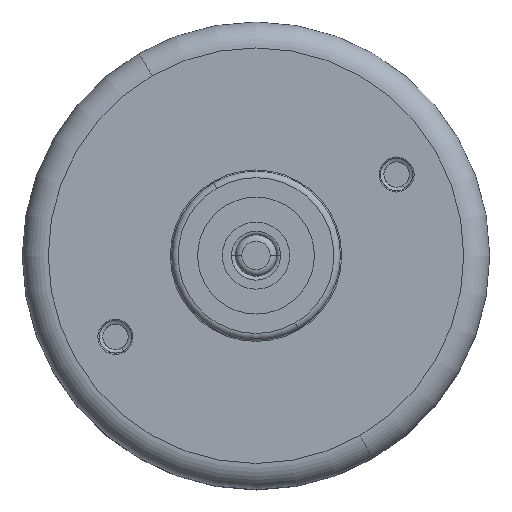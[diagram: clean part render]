
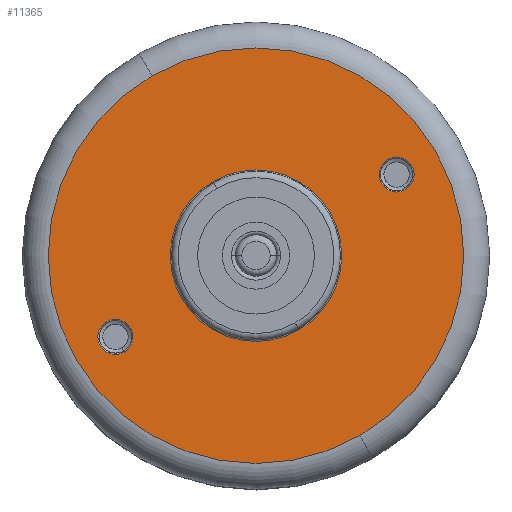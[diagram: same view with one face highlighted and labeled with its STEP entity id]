
A CAD part, top view. The second image highlights one B-rep face of the part: STEP entity #11365.
In plain terms, the highlighted face is planar.
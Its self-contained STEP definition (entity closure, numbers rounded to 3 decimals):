
#3150 = AXIS2_PLACEMENT_3D ( 'NONE', #17526, #45072, #18553 ) ;
#3344 = AXIS2_PLACEMENT_3D ( 'NONE', #42924, #21624, #47828 ) ;
#4411 = CARTESIAN_POINT ( 'NONE',  ( 25., 0., 6.6 ) ) ;
#4641 = EDGE_LOOP ( 'NONE', ( #35355, #35165 ) ) ;
#4707 = CARTESIAN_POINT ( 'NONE',  ( 25., -12.5, 1.35 ) ) ;
#5075 = DIRECTION ( 'NONE',  ( -1., 0., 0. ) ) ;
#5484 = CIRCLE ( 'NONE', #45570, 1.35 ) ;
#5503 = VERTEX_POINT ( 'NONE', #4707 ) ;
#5737 = CIRCLE ( 'NONE', #61476, 16. ) ;
#6770 = CARTESIAN_POINT ( 'NONE',  ( 25., 0., 0. ) ) ;
#8146 = DIRECTION ( 'NONE',  ( -1., 0., 0. ) ) ;
#9131 = CARTESIAN_POINT ( 'NONE',  ( 25., 12.5, -1.35 ) ) ;
#9855 = ORIENTED_EDGE ( 'NONE', *, *, #27695, .T. ) ;
#10825 = VERTEX_POINT ( 'NONE', #47965 ) ;
#11365 = ADVANCED_FACE ( 'NONE', ( #54080, #36996, #11538, #32458 ), #26874, .F. ) ;
#11538 = FACE_BOUND ( 'NONE', #4641, .T. ) ;
#12213 = VERTEX_POINT ( 'NONE', #9131 ) ;
#12228 = DIRECTION ( 'NONE',  ( 0., 0., 1. ) ) ;
#12348 = EDGE_LOOP ( 'NONE', ( #45406, #9855 ) ) ;
#15557 = CARTESIAN_POINT ( 'NONE',  ( 25., 0., 0. ) ) ;
#17184 = AXIS2_PLACEMENT_3D ( 'NONE', #6770, #28035, #60485 ) ;
#17526 = CARTESIAN_POINT ( 'NONE',  ( 25., -12.5, 0. ) ) ;
#18489 = AXIS2_PLACEMENT_3D ( 'NONE', #15557, #5075, #47638 ) ;
#18553 = DIRECTION ( 'NONE',  ( 0., 0., 1. ) ) ;
#19498 = EDGE_CURVE ( 'NONE', #27198, #12213, #27242, .T. ) ;
#20374 = EDGE_LOOP ( 'NONE', ( #45491, #30582 ) ) ;
#21395 = EDGE_CURVE ( 'NONE', #51228, #49029, #24055, .T. ) ;
#21624 = DIRECTION ( 'NONE',  ( -1., 0., 0. ) ) ;
#24055 = CIRCLE ( 'NONE', #18489, 6.6 ) ;
#24342 = CIRCLE ( 'NONE', #29925, 6.6 ) ;
#26874 = PLANE ( 'NONE',  #3344 ) ;
#27198 = VERTEX_POINT ( 'NONE', #49023 ) ;
#27226 = CARTESIAN_POINT ( 'NONE',  ( 25., 12.5, 0. ) ) ;
#27242 = CIRCLE ( 'NONE', #43946, 1.35 ) ;
#27422 = DIRECTION ( 'NONE',  ( 0., 0., 1. ) ) ;
#27695 = EDGE_CURVE ( 'NONE', #39056, #5503, #64290, .T. ) ;
#28035 = DIRECTION ( 'NONE',  ( -1., 0., 0. ) ) ;
#28457 = CARTESIAN_POINT ( 'NONE',  ( 25., 12.5, 0. ) ) ;
#29416 = EDGE_LOOP ( 'NONE', ( #41025, #62023 ) ) ;
#29757 = DIRECTION ( 'NONE',  ( 0., 0., 1. ) ) ;
#29925 = AXIS2_PLACEMENT_3D ( 'NONE', #55961, #8146, #29757 ) ;
#30582 = ORIENTED_EDGE ( 'NONE', *, *, #65848, .T. ) ;
#30988 = CARTESIAN_POINT ( 'NONE',  ( 25., 0., -6.6 ) ) ;
#31344 = DIRECTION ( 'NONE',  ( 0., 0., 1. ) ) ;
#32126 = DIRECTION ( 'NONE',  ( 0., 0., 1. ) ) ;
#32382 = CARTESIAN_POINT ( 'NONE',  ( 25., -12.5, 0. ) ) ;
#32458 = FACE_OUTER_BOUND ( 'NONE', #29416, .T. ) ;
#35165 = ORIENTED_EDGE ( 'NONE', *, *, #49613, .T. ) ;
#35355 = ORIENTED_EDGE ( 'NONE', *, *, #19498, .T. ) ;
#36996 = FACE_BOUND ( 'NONE', #12348, .T. ) ;
#37340 = DIRECTION ( 'NONE',  ( -1., 0., 0. ) ) ;
#39056 = VERTEX_POINT ( 'NONE', #54505 ) ;
#41025 = ORIENTED_EDGE ( 'NONE', *, *, #68893, .F. ) ;
#42514 = DIRECTION ( 'NONE',  ( -1., 0., 0. ) ) ;
#42924 = CARTESIAN_POINT ( 'NONE',  ( 25., 6.5, 0. ) ) ;
#43946 = AXIS2_PLACEMENT_3D ( 'NONE', #28457, #49388, #27422 ) ;
#45072 = DIRECTION ( 'NONE',  ( -1., 0., 0. ) ) ;
#45406 = ORIENTED_EDGE ( 'NONE', *, *, #48678, .T. ) ;
#45491 = ORIENTED_EDGE ( 'NONE', *, *, #21395, .T. ) ;
#45570 = AXIS2_PLACEMENT_3D ( 'NONE', #27226, #37340, #32126 ) ;
#47638 = DIRECTION ( 'NONE',  ( 0., 0., 1. ) ) ;
#47828 = DIRECTION ( 'NONE',  ( 0., 0., 1. ) ) ;
#47965 = CARTESIAN_POINT ( 'NONE',  ( 25., 0., -16. ) ) ;
#48678 = EDGE_CURVE ( 'NONE', #5503, #39056, #51034, .T. ) ;
#49023 = CARTESIAN_POINT ( 'NONE',  ( 25., 12.5, 1.35 ) ) ;
#49029 = VERTEX_POINT ( 'NONE', #30988 ) ;
#49388 = DIRECTION ( 'NONE',  ( -1., 0., 0. ) ) ;
#49613 = EDGE_CURVE ( 'NONE', #12213, #27198, #5484, .T. ) ;
#51034 = CIRCLE ( 'NONE', #3150, 1.35 ) ;
#51228 = VERTEX_POINT ( 'NONE', #4411 ) ;
#53387 = EDGE_CURVE ( 'NONE', #10825, #58117, #62859, .T. ) ;
#54080 = FACE_BOUND ( 'NONE', #20374, .T. ) ;
#54505 = CARTESIAN_POINT ( 'NONE',  ( 25., -12.5, -1.35 ) ) ;
#55961 = CARTESIAN_POINT ( 'NONE',  ( 25., 0., 0. ) ) ;
#56485 = AXIS2_PLACEMENT_3D ( 'NONE', #32382, #42514, #31344 ) ;
#58117 = VERTEX_POINT ( 'NONE', #64456 ) ;
#60023 = DIRECTION ( 'NONE',  ( -1., 0., 0. ) ) ;
#60485 = DIRECTION ( 'NONE',  ( 0., 0., 1. ) ) ;
#61476 = AXIS2_PLACEMENT_3D ( 'NONE', #64903, #60023, #12228 ) ;
#62023 = ORIENTED_EDGE ( 'NONE', *, *, #53387, .F. ) ;
#62859 = CIRCLE ( 'NONE', #17184, 16. ) ;
#64290 = CIRCLE ( 'NONE', #56485, 1.35 ) ;
#64456 = CARTESIAN_POINT ( 'NONE',  ( 25., 0., 16. ) ) ;
#64903 = CARTESIAN_POINT ( 'NONE',  ( 25., 0., 0. ) ) ;
#65848 = EDGE_CURVE ( 'NONE', #49029, #51228, #24342, .T. ) ;
#68893 = EDGE_CURVE ( 'NONE', #58117, #10825, #5737, .T. ) ;
